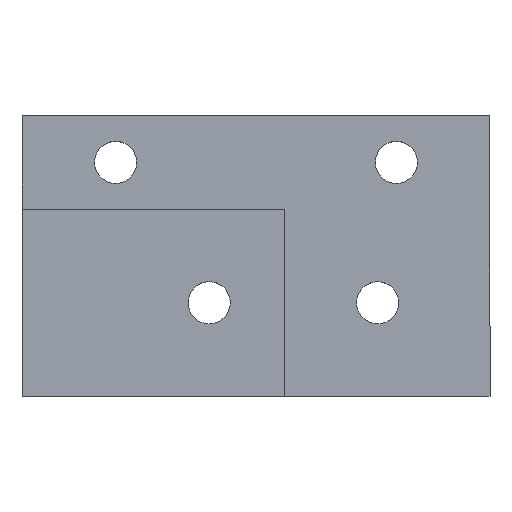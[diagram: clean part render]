
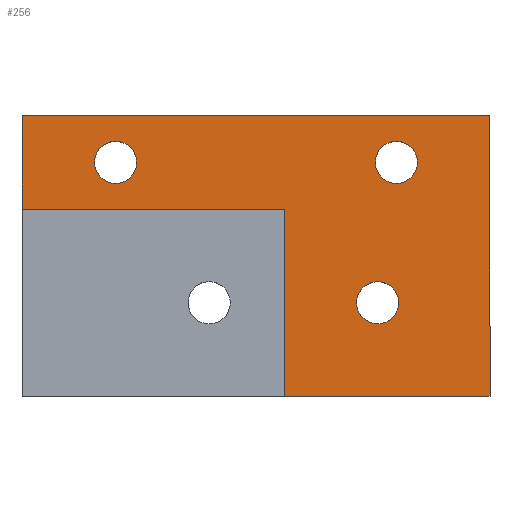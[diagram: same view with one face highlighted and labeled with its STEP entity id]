
A CAD part, top view. The second image highlights one B-rep face of the part: STEP entity #256.
In plain terms, the highlighted planar face has unit normal (0, 0, 1).
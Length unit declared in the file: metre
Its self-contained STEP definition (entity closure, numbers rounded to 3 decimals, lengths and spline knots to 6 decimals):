
#18=CIRCLE('',#285,0.00225);
#19=CIRCLE('',#286,0.00225);
#20=CIRCLE('',#287,0.00225);
#40=ORIENTED_EDGE('',*,*,#101,.T.);
#41=ORIENTED_EDGE('',*,*,#102,.T.);
#42=ORIENTED_EDGE('',*,*,#103,.T.);
#43=ORIENTED_EDGE('',*,*,#92,.F.);
#44=ORIENTED_EDGE('',*,*,#104,.T.);
#45=ORIENTED_EDGE('',*,*,#105,.T.);
#46=ORIENTED_EDGE('',*,*,#99,.T.);
#47=ORIENTED_EDGE('',*,*,#106,.T.);
#48=ORIENTED_EDGE('',*,*,#107,.F.);
#92=EDGE_CURVE('',#123,#124,#147,.T.);
#99=EDGE_CURVE('',#130,#129,#154,.T.);
#101=EDGE_CURVE('',#131,#131,#18,.T.);
#102=EDGE_CURVE('',#132,#132,#19,.T.);
#103=EDGE_CURVE('',#133,#133,#20,.F.);
#104=EDGE_CURVE('',#123,#134,#156,.T.);
#105=EDGE_CURVE('',#134,#130,#157,.T.);
#106=EDGE_CURVE('',#129,#135,#158,.T.);
#107=EDGE_CURVE('',#124,#135,#159,.T.);
#123=VERTEX_POINT('',#386);
#124=VERTEX_POINT('',#388);
#129=VERTEX_POINT('',#400);
#130=VERTEX_POINT('',#402);
#131=VERTEX_POINT('',#406);
#132=VERTEX_POINT('',#408);
#133=VERTEX_POINT('',#410);
#134=VERTEX_POINT('',#412);
#135=VERTEX_POINT('',#415);
#147=LINE('',#387,#168);
#154=LINE('',#401,#175);
#156=LINE('',#411,#177);
#157=LINE('',#413,#178);
#158=LINE('',#414,#179);
#159=LINE('',#416,#180);
#168=VECTOR('',#313,1.);
#175=VECTOR('',#322,1.);
#177=VECTOR('',#332,1.);
#178=VECTOR('',#333,1.);
#179=VECTOR('',#334,1.);
#180=VECTOR('',#335,1.);
#189=EDGE_LOOP('',(#40));
#190=EDGE_LOOP('',(#41));
#191=EDGE_LOOP('',(#42));
#192=EDGE_LOOP('',(#43,#44,#45,#46,#47,#48));
#218=FACE_BOUND('',#189,.T.);
#219=FACE_BOUND('',#190,.T.);
#220=FACE_BOUND('',#191,.T.);
#221=FACE_BOUND('',#192,.T.);
#247=PLANE('',#284);
#256=ADVANCED_FACE('',(#218,#219,#220,#221),#247,.T.);
#284=AXIS2_PLACEMENT_3D('',#404,#324,#325);
#285=AXIS2_PLACEMENT_3D('',#405,#326,#327);
#286=AXIS2_PLACEMENT_3D('',#407,#328,#329);
#287=AXIS2_PLACEMENT_3D('',#409,#330,#331);
#313=DIRECTION('',(0.,1.,0.));
#322=DIRECTION('',(1.,0.,0.));
#324=DIRECTION('',(0.,0.,1.));
#325=DIRECTION('',(1.,0.,0.));
#326=DIRECTION('',(0.,0.,-1.));
#327=DIRECTION('',(-1.,0.,0.));
#328=DIRECTION('',(0.,0.,-1.));
#329=DIRECTION('',(-1.,0.,0.));
#330=DIRECTION('',(0.,0.,1.));
#331=DIRECTION('',(1.,0.,0.));
#332=DIRECTION('',(1.,0.,0.));
#333=DIRECTION('',(0.,-1.,0.));
#334=DIRECTION('',(0.,1.,0.));
#335=DIRECTION('',(1.,0.,0.));
#386=CARTESIAN_POINT('',(-0.05,-0.01,0.005));
#387=CARTESIAN_POINT('',(-0.05,-0.015,0.005));
#388=CARTESIAN_POINT('',(-0.05,0.,0.005));
#400=CARTESIAN_POINT('',(0.,-0.03,0.005));
#401=CARTESIAN_POINT('',(-0.025,-0.03,0.005));
#402=CARTESIAN_POINT('',(-0.022,-0.03,0.005));
#404=CARTESIAN_POINT('',(-0.025,-0.015,0.005));
#405=CARTESIAN_POINT('',(-0.04,-0.005,0.005));
#406=CARTESIAN_POINT('',(-0.04225,-0.005,0.005));
#407=CARTESIAN_POINT('',(-0.01,-0.005,0.005));
#408=CARTESIAN_POINT('',(-0.01225,-0.005,0.005));
#409=CARTESIAN_POINT('',(-0.012,-0.02,0.005));
#410=CARTESIAN_POINT('',(-0.00975,-0.02,0.005));
#411=CARTESIAN_POINT('',(-0.036,-0.01,0.005));
#412=CARTESIAN_POINT('',(-0.022,-0.01,0.005));
#413=CARTESIAN_POINT('',(-0.022,-0.02,0.005));
#414=CARTESIAN_POINT('',(0.,-0.015,0.005));
#415=CARTESIAN_POINT('',(0.,0.,0.005));
#416=CARTESIAN_POINT('',(-0.025,0.,0.005));
